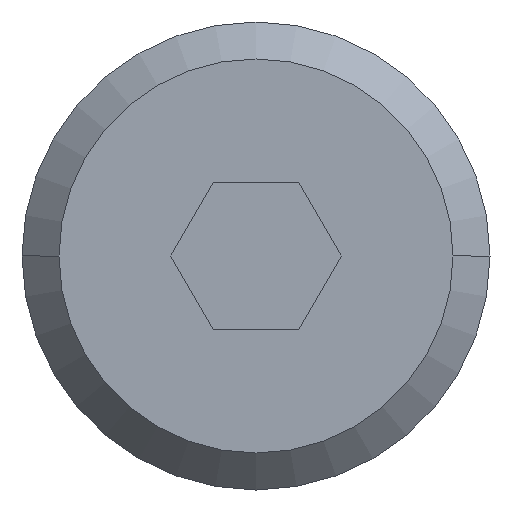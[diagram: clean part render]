
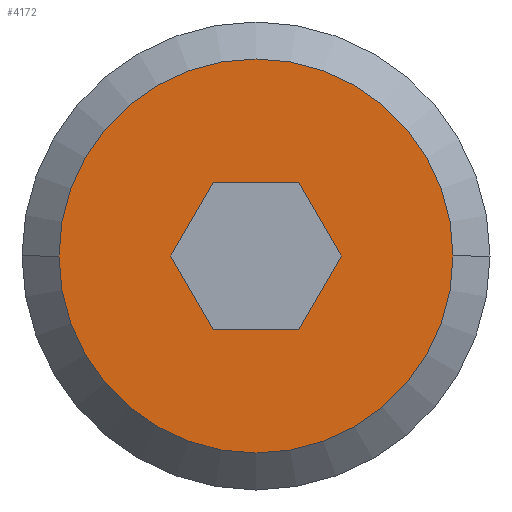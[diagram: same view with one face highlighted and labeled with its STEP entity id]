
A CAD part, left-side view. The second image highlights one B-rep face of the part: STEP entity #4172.
In plain terms, the highlighted planar face has unit normal (-1, 0, 0).
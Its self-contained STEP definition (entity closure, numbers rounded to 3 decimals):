
#281 = DIRECTION ( 'NONE',  ( 0., 0.5, -0.866 ) ) ;
#327 = CARTESIAN_POINT ( 'NONE',  ( 0., -1.732, 0. ) ) ;
#522 = CARTESIAN_POINT ( 'NONE',  ( 0., 1.732, 0. ) ) ;
#863 = EDGE_CURVE ( 'NONE', #6263, #4653, #7051, .T. ) ;
#869 = VECTOR ( 'NONE', #936, 1000. ) ;
#903 = VERTEX_POINT ( 'NONE', #1132 ) ;
#936 = DIRECTION ( 'NONE',  ( 0., 0.5, 0.866 ) ) ;
#1132 = CARTESIAN_POINT ( 'NONE',  ( 0., -0.866, -1.5 ) ) ;
#1273 = VERTEX_POINT ( 'NONE', #5633 ) ;
#1659 = AXIS2_PLACEMENT_3D ( 'NONE', #2656, #6895, #3266 ) ;
#1712 = LINE ( 'NONE', #2348, #3328 ) ;
#1734 = EDGE_CURVE ( 'NONE', #4729, #5923, #4969, .T. ) ;
#1825 = LINE ( 'NONE', #5364, #4978 ) ;
#1928 = ORIENTED_EDGE ( 'NONE', *, *, #4279, .F. ) ;
#2027 = VECTOR ( 'NONE', #4760, 1000. ) ;
#2062 = CARTESIAN_POINT ( 'NONE',  ( 0., 4., 0. ) ) ;
#2153 = CARTESIAN_POINT ( 'NONE',  ( 0., -4., 0. ) ) ;
#2337 = DIRECTION ( 'NONE',  ( 0., -0.5, 0.866 ) ) ;
#2348 = CARTESIAN_POINT ( 'NONE',  ( 0., 0.866, -1.5 ) ) ;
#2536 = CARTESIAN_POINT ( 'NONE',  ( 0., 0., 0. ) ) ;
#2656 = CARTESIAN_POINT ( 'NONE',  ( 0., 0., 0. ) ) ;
#2672 = CIRCLE ( 'NONE', #1659, 4. ) ;
#2812 = EDGE_CURVE ( 'NONE', #1273, #6904, #4097, .T. ) ;
#2965 = CARTESIAN_POINT ( 'NONE',  ( 0., 0.866, 1.5 ) ) ;
#3152 = DIRECTION ( 'NONE',  ( 0., 1., 0. ) ) ;
#3266 = DIRECTION ( 'NONE',  ( 0., 1., 0. ) ) ;
#3328 = VECTOR ( 'NONE', #5399, 1000. ) ;
#3493 = CARTESIAN_POINT ( 'NONE',  ( 0., 4.75, 0. ) ) ;
#3517 = FACE_BOUND ( 'NONE', #7280, .T. ) ;
#3518 = VECTOR ( 'NONE', #3999, 1000. ) ;
#3548 = PLANE ( 'NONE',  #3879 ) ;
#3643 = VERTEX_POINT ( 'NONE', #2965 ) ;
#3826 = ORIENTED_EDGE ( 'NONE', *, *, #863, .F. ) ;
#3842 = CARTESIAN_POINT ( 'NONE',  ( 0., -0.866, 1.5 ) ) ;
#3879 = AXIS2_PLACEMENT_3D ( 'NONE', #3493, #7780, #4148 ) ;
#3925 = CARTESIAN_POINT ( 'NONE',  ( 0., 0.866, 1.5 ) ) ;
#3999 = DIRECTION ( 'NONE',  ( 0., 1., 0. ) ) ;
#4097 = LINE ( 'NONE', #327, #869 ) ;
#4148 = DIRECTION ( 'NONE',  ( 0., 1., 0. ) ) ;
#4172 = ADVANCED_FACE ( 'NONE', ( #4944, #3517 ), #3548, .F. ) ;
#4279 = EDGE_CURVE ( 'NONE', #4653, #903, #1712, .T. ) ;
#4294 = ORIENTED_EDGE ( 'NONE', *, *, #5802, .T. ) ;
#4653 = VERTEX_POINT ( 'NONE', #7445 ) ;
#4729 = VERTEX_POINT ( 'NONE', #2062 ) ;
#4740 = ORIENTED_EDGE ( 'NONE', *, *, #2812, .F. ) ;
#4760 = DIRECTION ( 'NONE',  ( 0., -0.5, -0.866 ) ) ;
#4944 = FACE_OUTER_BOUND ( 'NONE', #6679, .T. ) ;
#4969 = CIRCLE ( 'NONE', #7030, 4. ) ;
#4978 = VECTOR ( 'NONE', #2337, 1000. ) ;
#5259 = CARTESIAN_POINT ( 'NONE',  ( 0., 1.732, 0. ) ) ;
#5287 = ORIENTED_EDGE ( 'NONE', *, *, #5863, .F. ) ;
#5325 = LINE ( 'NONE', #7024, #3518 ) ;
#5364 = CARTESIAN_POINT ( 'NONE',  ( 0., -0.866, -1.5 ) ) ;
#5399 = DIRECTION ( 'NONE',  ( 0., -1., 0. ) ) ;
#5633 = CARTESIAN_POINT ( 'NONE',  ( 0., -1.732, 0. ) ) ;
#5683 = ORIENTED_EDGE ( 'NONE', *, *, #7269, .F. ) ;
#5710 = LINE ( 'NONE', #3925, #7686 ) ;
#5802 = EDGE_CURVE ( 'NONE', #5923, #4729, #2672, .T. ) ;
#5863 = EDGE_CURVE ( 'NONE', #3643, #6263, #5710, .T. ) ;
#5873 = ORIENTED_EDGE ( 'NONE', *, *, #1734, .T. ) ;
#5923 = VERTEX_POINT ( 'NONE', #2153 ) ;
#6208 = EDGE_CURVE ( 'NONE', #6904, #3643, #5325, .T. ) ;
#6263 = VERTEX_POINT ( 'NONE', #5259 ) ;
#6298 = ORIENTED_EDGE ( 'NONE', *, *, #6208, .F. ) ;
#6679 = EDGE_LOOP ( 'NONE', ( #5873, #4294 ) ) ;
#6774 = DIRECTION ( 'NONE',  ( -1., 0., 0. ) ) ;
#6895 = DIRECTION ( 'NONE',  ( -1., 0., 0. ) ) ;
#6904 = VERTEX_POINT ( 'NONE', #3842 ) ;
#7024 = CARTESIAN_POINT ( 'NONE',  ( 0., -0.866, 1.5 ) ) ;
#7030 = AXIS2_PLACEMENT_3D ( 'NONE', #2536, #6774, #3152 ) ;
#7051 = LINE ( 'NONE', #522, #2027 ) ;
#7269 = EDGE_CURVE ( 'NONE', #903, #1273, #1825, .T. ) ;
#7280 = EDGE_LOOP ( 'NONE', ( #6298, #4740, #5683, #1928, #3826, #5287 ) ) ;
#7445 = CARTESIAN_POINT ( 'NONE',  ( 0., 0.866, -1.5 ) ) ;
#7686 = VECTOR ( 'NONE', #281, 1000. ) ;
#7780 = DIRECTION ( 'NONE',  ( 1., 0., 0. ) ) ;
